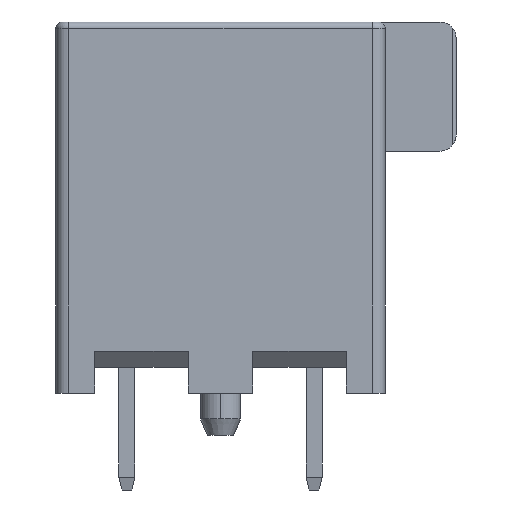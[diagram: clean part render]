
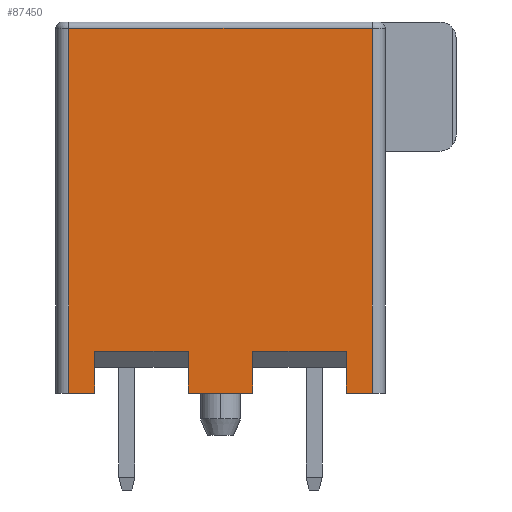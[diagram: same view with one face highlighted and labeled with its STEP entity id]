
A CAD part, left-side view. The second image highlights one B-rep face of the part: STEP entity #87450.
In plain terms, the highlighted planar face has unit normal (-1, 0, 0).
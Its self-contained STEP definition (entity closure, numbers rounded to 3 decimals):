
#78450=CARTESIAN_POINT('',(-9.15,-3.9,0.));
#78460=VERTEX_POINT('',#78450);
#78490=CARTESIAN_POINT('',(-9.15,-2.886,0.));
#78500=DIRECTION('',(0.,1.,0.));
#78510=VECTOR('',#78500,1.);
#78520=LINE('',#78490,#78510);
#78530=CARTESIAN_POINT('',(-9.15,-4.7,0.));
#78540=VERTEX_POINT('',#78530);
#78550=EDGE_CURVE('',#78540,#78460,#78520,.T.);
#78850=CARTESIAN_POINT('',(-9.15,-3.9,1.3));
#78860=VERTEX_POINT('',#78850);
#78890=CARTESIAN_POINT('',(-9.15,-3.9,1.652));
#78900=DIRECTION('',(0.,0.,1.));
#78910=VECTOR('',#78900,1.);
#78920=LINE('',#78890,#78910);
#78930=EDGE_CURVE('',#78460,#78860,#78920,.T.);
#83520=CARTESIAN_POINT('',(-9.15,1.,0.));
#83530=VERTEX_POINT('',#83520);
#83560=CARTESIAN_POINT('',(-9.15,-2.886,0.));
#83570=DIRECTION('',(-0.,-1.,0.));
#83580=VECTOR('',#83570,1.);
#83590=LINE('',#83560,#83580);
#83600=CARTESIAN_POINT('',(-9.15,-1.,0.));
#83610=VERTEX_POINT('',#83600);
#83620=EDGE_CURVE('',#83530,#83610,#83590,.T.);
#83910=CARTESIAN_POINT('',(-9.15,1.,1.3));
#83920=VERTEX_POINT('',#83910);
#83950=CARTESIAN_POINT('',(-9.15,1.,1.652));
#83960=DIRECTION('',(0.,0.,-1.));
#83970=VECTOR('',#83960,1.);
#83980=LINE('',#83950,#83970);
#83990=EDGE_CURVE('',#83920,#83530,#83980,.T.);
#84210=CARTESIAN_POINT('',(-9.15,4.7,11.3));
#84220=VERTEX_POINT('',#84210);
#84250=CARTESIAN_POINT('',(-9.15,4.7,0.));
#84260=DIRECTION('',(0.,0.,1.));
#84270=VECTOR('',#84260,1.);
#84280=LINE('',#84250,#84270);
#84290=CARTESIAN_POINT('',(-9.15,4.7,0.));
#84300=VERTEX_POINT('',#84290);
#84310=EDGE_CURVE('',#84300,#84220,#84280,.T.);
#86030=CARTESIAN_POINT('',(-9.15,-2.886,1.3));
#86040=DIRECTION('',(-0.,-1.,0.));
#86050=VECTOR('',#86040,1.);
#86060=LINE('',#86030,#86050);
#86070=CARTESIAN_POINT('',(-9.15,-1.,1.3));
#86080=VERTEX_POINT('',#86070);
#86090=EDGE_CURVE('',#86080,#78860,#86060,.T.);
#86320=CARTESIAN_POINT('',(-9.15,-4.7,11.3));
#86330=VERTEX_POINT('',#86320);
#86380=CARTESIAN_POINT('',(-9.15,-4.7,11.3));
#86390=DIRECTION('',(0.,1.,0.));
#86400=VECTOR('',#86390,1.);
#86410=LINE('',#86380,#86400);
#86420=EDGE_CURVE('',#86330,#84220,#86410,.T.);
#86860=CARTESIAN_POINT('',(-9.15,-4.7,0.));
#86870=DIRECTION('',(0.,0.,1.));
#86880=VECTOR('',#86870,1.);
#86890=LINE('',#86860,#86880);
#86900=EDGE_CURVE('',#78540,#86330,#86890,.T.);
#87020=CARTESIAN_POINT('',(-9.15,4.935,-0.283));
#87030=DIRECTION('',(-1.,-0.,-0.));
#87040=DIRECTION('',(0.,0.,-1.));
#87050=AXIS2_PLACEMENT_3D('',#87020,#87030,#87040);
#87060=PLANE('',#87050);
#87070=ORIENTED_EDGE('',*,*,#86900,.T.);
#87080=ORIENTED_EDGE('',*,*,#78550,.F.);
#87090=ORIENTED_EDGE('',*,*,#78930,.F.);
#87100=ORIENTED_EDGE('',*,*,#86090,.T.);
#87110=CARTESIAN_POINT('',(-9.15,-1.,1.652));
#87120=DIRECTION('',(0.,0.,-1.));
#87130=VECTOR('',#87120,1.);
#87140=LINE('',#87110,#87130);
#87150=EDGE_CURVE('',#86080,#83610,#87140,.T.);
#87160=ORIENTED_EDGE('',*,*,#87150,.F.);
#87170=ORIENTED_EDGE('',*,*,#83620,.T.);
#87180=ORIENTED_EDGE('',*,*,#83990,.T.);
#87190=CARTESIAN_POINT('',(-9.15,-2.886,1.3));
#87200=DIRECTION('',(0.,1.,0.));
#87210=VECTOR('',#87200,1.);
#87220=LINE('',#87190,#87210);
#87230=CARTESIAN_POINT('',(-9.15,3.9,1.3));
#87240=VERTEX_POINT('',#87230);
#87250=EDGE_CURVE('',#83920,#87240,#87220,.T.);
#87260=ORIENTED_EDGE('',*,*,#87250,.F.);
#87270=CARTESIAN_POINT('',(-9.15,3.9,1.652));
#87280=DIRECTION('',(0.,-0.,1.));
#87290=VECTOR('',#87280,1.);
#87300=LINE('',#87270,#87290);
#87310=CARTESIAN_POINT('',(-9.15,3.9,0.));
#87320=VERTEX_POINT('',#87310);
#87330=EDGE_CURVE('',#87320,#87240,#87300,.T.);
#87340=ORIENTED_EDGE('',*,*,#87330,.T.);
#87350=CARTESIAN_POINT('',(-9.15,-2.886,0.));
#87360=DIRECTION('',(0.,-1.,0.));
#87370=VECTOR('',#87360,1.);
#87380=LINE('',#87350,#87370);
#87390=EDGE_CURVE('',#84300,#87320,#87380,.T.);
#87400=ORIENTED_EDGE('',*,*,#87390,.T.);
#87410=ORIENTED_EDGE('',*,*,#84310,.F.);
#87420=ORIENTED_EDGE('',*,*,#86420,.T.);
#87430=EDGE_LOOP('',(#87420,#87410,#87400,#87340,#87260,#87180,#87170,
#87160,#87100,#87090,#87080,#87070));
#87440=FACE_OUTER_BOUND('',#87430,.T.);
#87450=ADVANCED_FACE('',(#87440),#87060,.T.);
